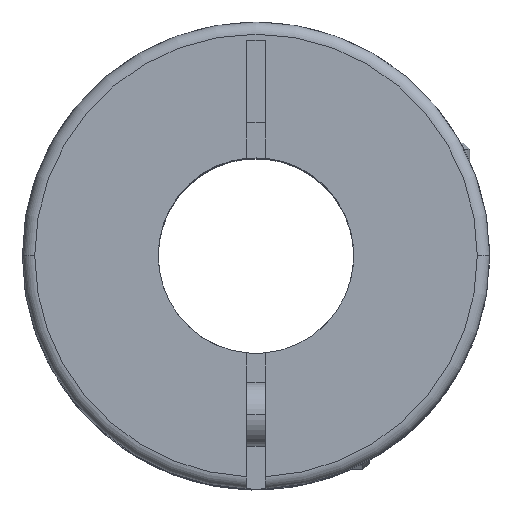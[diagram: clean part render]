
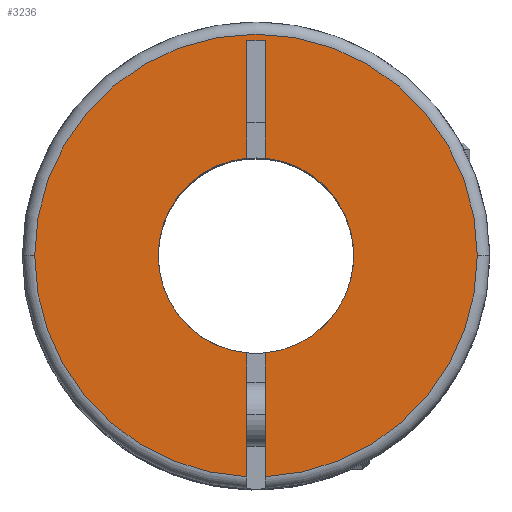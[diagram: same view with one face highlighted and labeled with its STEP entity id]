
A CAD part, top view. The second image highlights one B-rep face of the part: STEP entity #3236.
In plain terms, the highlighted planar face has unit normal (0, 0, 1).
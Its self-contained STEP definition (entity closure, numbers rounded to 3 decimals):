
#24 = CARTESIAN_POINT ( 'NONE',  ( -9.05, 0., 0. ) ) ;
#64 = DIRECTION ( 'NONE',  ( 0., 0., -1. ) ) ;
#119 = VERTEX_POINT ( 'NONE', #1832 ) ;
#237 = DIRECTION ( 'NONE',  ( 0., 0., -1. ) ) ;
#349 = ORIENTED_EDGE ( 'NONE', *, *, #2985, .F. ) ;
#375 = AXIS2_PLACEMENT_3D ( 'NONE', #670, #2507, #1549 ) ;
#398 = VECTOR ( 'NONE', #806, 1000. ) ;
#482 = VERTEX_POINT ( 'NONE', #2486 ) ;
#512 = CIRCLE ( 'NONE', #966, 4. ) ;
#516 = CARTESIAN_POINT ( 'NONE',  ( 0.375, -9.55, 0. ) ) ;
#531 = EDGE_CURVE ( 'NONE', #3627, #912, #1614, .T. ) ;
#535 = CARTESIAN_POINT ( 'NONE',  ( -0.375, 8.8, 0. ) ) ;
#670 = CARTESIAN_POINT ( 'NONE',  ( 0., 0., 0. ) ) ;
#679 = CARTESIAN_POINT ( 'NONE',  ( 0.375, 8.8, 0. ) ) ;
#705 = DIRECTION ( 'NONE',  ( 0., 0., -1. ) ) ;
#707 = CIRCLE ( 'NONE', #2226, 9.05 ) ;
#761 = DIRECTION ( 'NONE',  ( 0., 0., -1. ) ) ;
#787 = EDGE_CURVE ( 'NONE', #3677, #931, #3578, .T. ) ;
#806 = DIRECTION ( 'NONE',  ( 0., -1., 0. ) ) ;
#912 = VERTEX_POINT ( 'NONE', #1894 ) ;
#927 = CARTESIAN_POINT ( 'NONE',  ( -0.375, 3.982, 0. ) ) ;
#931 = VERTEX_POINT ( 'NONE', #3339 ) ;
#966 = AXIS2_PLACEMENT_3D ( 'NONE', #3762, #761, #3169 ) ;
#1049 = CARTESIAN_POINT ( 'NONE',  ( 0., 0., 0. ) ) ;
#1087 = CARTESIAN_POINT ( 'NONE',  ( 0.375, 8.8, 0. ) ) ;
#1140 = DIRECTION ( 'NONE',  ( 0., 1., 0. ) ) ;
#1160 = EDGE_CURVE ( 'NONE', #482, #931, #1478, .T. ) ;
#1186 = EDGE_CURVE ( 'NONE', #3294, #482, #2917, .T. ) ;
#1188 = CARTESIAN_POINT ( 'NONE',  ( 0., 0., 0. ) ) ;
#1218 = CIRCLE ( 'NONE', #2791, 9.05 ) ;
#1223 = AXIS2_PLACEMENT_3D ( 'NONE', #3869, #2391, #3568 ) ;
#1226 = AXIS2_PLACEMENT_3D ( 'NONE', #1188, #1806, #2440 ) ;
#1240 = ORIENTED_EDGE ( 'NONE', *, *, #2550, .F. ) ;
#1249 = FACE_OUTER_BOUND ( 'NONE', #1404, .T. ) ;
#1329 = EDGE_CURVE ( 'NONE', #1852, #3083, #2196, .T. ) ;
#1404 = EDGE_LOOP ( 'NONE', ( #2620, #1925, #2490, #1760, #349, #1491, #2512, #1942, #2282, #1831, #1240 ) ) ;
#1410 = VECTOR ( 'NONE', #1140, 1000. ) ;
#1478 = LINE ( 'NONE', #2061, #2853 ) ;
#1491 = ORIENTED_EDGE ( 'NONE', *, *, #531, .F. ) ;
#1504 = CARTESIAN_POINT ( 'NONE',  ( 0., 0., 0. ) ) ;
#1549 = DIRECTION ( 'NONE',  ( -1., 0., 0. ) ) ;
#1614 = LINE ( 'NONE', #679, #3887 ) ;
#1678 = CARTESIAN_POINT ( 'NONE',  ( -0.375, -9.042, 0. ) ) ;
#1711 = EDGE_CURVE ( 'NONE', #1852, #119, #2797, .T. ) ;
#1760 = ORIENTED_EDGE ( 'NONE', *, *, #1887, .T. ) ;
#1806 = DIRECTION ( 'NONE',  ( 0., 0., -1. ) ) ;
#1831 = ORIENTED_EDGE ( 'NONE', *, *, #1186, .F. ) ;
#1832 = CARTESIAN_POINT ( 'NONE',  ( -4., 0., 0. ) ) ;
#1852 = VERTEX_POINT ( 'NONE', #2052 ) ;
#1887 = EDGE_CURVE ( 'NONE', #119, #2805, #512, .T. ) ;
#1894 = CARTESIAN_POINT ( 'NONE',  ( -0.375, 8.8, 0. ) ) ;
#1925 = ORIENTED_EDGE ( 'NONE', *, *, #1329, .F. ) ;
#1942 = ORIENTED_EDGE ( 'NONE', *, *, #787, .T. ) ;
#2052 = CARTESIAN_POINT ( 'NONE',  ( -0.375, -3.982, 0. ) ) ;
#2061 = CARTESIAN_POINT ( 'NONE',  ( 0.375, -9.55, 0. ) ) ;
#2072 = LINE ( 'NONE', #516, #1410 ) ;
#2081 = PLANE ( 'NONE',  #1226 ) ;
#2159 = VECTOR ( 'NONE', #3067, 1000. ) ;
#2196 = LINE ( 'NONE', #2481, #2159 ) ;
#2226 = AXIS2_PLACEMENT_3D ( 'NONE', #1504, #64, #3583 ) ;
#2282 = ORIENTED_EDGE ( 'NONE', *, *, #1160, .F. ) ;
#2391 = DIRECTION ( 'NONE',  ( 0., 0., -1. ) ) ;
#2440 = DIRECTION ( 'NONE',  ( 0., -1., 0. ) ) ;
#2481 = CARTESIAN_POINT ( 'NONE',  ( -0.375, 8.8, 0. ) ) ;
#2486 = CARTESIAN_POINT ( 'NONE',  ( 0.375, -9.042, 0. ) ) ;
#2490 = ORIENTED_EDGE ( 'NONE', *, *, #1711, .T. ) ;
#2507 = DIRECTION ( 'NONE',  ( 0., 0., -1. ) ) ;
#2512 = ORIENTED_EDGE ( 'NONE', *, *, #2618, .F. ) ;
#2523 = CARTESIAN_POINT ( 'NONE',  ( 0.375, 3.982, 0. ) ) ;
#2550 = EDGE_CURVE ( 'NONE', #2883, #3294, #1218, .T. ) ;
#2618 = EDGE_CURVE ( 'NONE', #3677, #3627, #2072, .T. ) ;
#2620 = ORIENTED_EDGE ( 'NONE', *, *, #2884, .F. ) ;
#2668 = CARTESIAN_POINT ( 'NONE',  ( 0., 0., 0. ) ) ;
#2757 = CARTESIAN_POINT ( 'NONE',  ( 9.05, 0., 0. ) ) ;
#2791 = AXIS2_PLACEMENT_3D ( 'NONE', #2668, #237, #3250 ) ;
#2797 = CIRCLE ( 'NONE', #3285, 4. ) ;
#2805 = VERTEX_POINT ( 'NONE', #927 ) ;
#2853 = VECTOR ( 'NONE', #3255, 1000. ) ;
#2883 = VERTEX_POINT ( 'NONE', #24 ) ;
#2884 = EDGE_CURVE ( 'NONE', #3083, #2883, #707, .T. ) ;
#2917 = CIRCLE ( 'NONE', #1223, 9.05 ) ;
#2985 = EDGE_CURVE ( 'NONE', #912, #2805, #3212, .T. ) ;
#3067 = DIRECTION ( 'NONE',  ( 0., -1., 0. ) ) ;
#3083 = VERTEX_POINT ( 'NONE', #1678 ) ;
#3128 = DIRECTION ( 'NONE',  ( -1., 0., 0. ) ) ;
#3169 = DIRECTION ( 'NONE',  ( -1., 0., 0. ) ) ;
#3212 = LINE ( 'NONE', #535, #398 ) ;
#3236 = ADVANCED_FACE ( 'NONE', ( #1249 ), #2081, .F. ) ;
#3250 = DIRECTION ( 'NONE',  ( -1., 0., 0. ) ) ;
#3255 = DIRECTION ( 'NONE',  ( 0., 1., 0. ) ) ;
#3285 = AXIS2_PLACEMENT_3D ( 'NONE', #1049, #705, #3128 ) ;
#3294 = VERTEX_POINT ( 'NONE', #2757 ) ;
#3313 = DIRECTION ( 'NONE',  ( -1., 0., 0. ) ) ;
#3339 = CARTESIAN_POINT ( 'NONE',  ( 0.375, -3.982, 0. ) ) ;
#3568 = DIRECTION ( 'NONE',  ( -1., 0., 0. ) ) ;
#3578 = CIRCLE ( 'NONE', #375, 4. ) ;
#3583 = DIRECTION ( 'NONE',  ( -1., 0., 0. ) ) ;
#3627 = VERTEX_POINT ( 'NONE', #1087 ) ;
#3677 = VERTEX_POINT ( 'NONE', #2523 ) ;
#3762 = CARTESIAN_POINT ( 'NONE',  ( 0., 0., 0. ) ) ;
#3869 = CARTESIAN_POINT ( 'NONE',  ( 0., 0., 0. ) ) ;
#3887 = VECTOR ( 'NONE', #3313, 1000. ) ;
